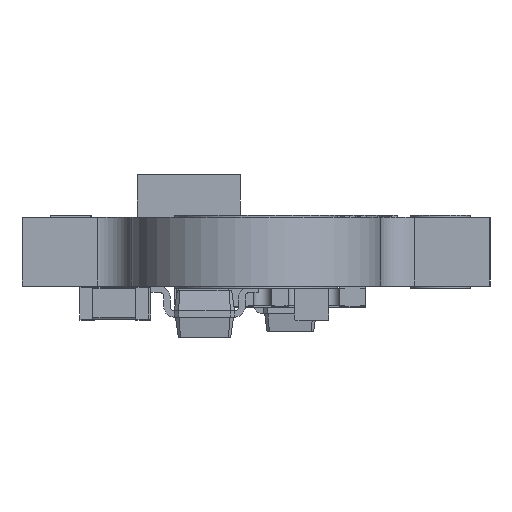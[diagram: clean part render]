
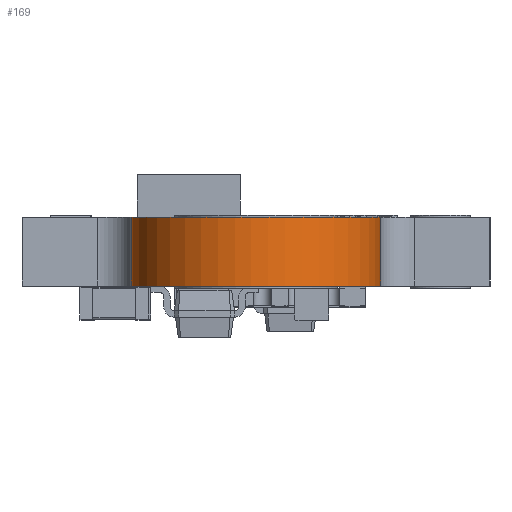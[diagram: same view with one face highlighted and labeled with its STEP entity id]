
A CAD part, left-side view. The second image highlights one B-rep face of the part: STEP entity #169.
In plain terms, the highlighted free-form (B-spline) face has degree [2, 1] with [5, 2] control points.
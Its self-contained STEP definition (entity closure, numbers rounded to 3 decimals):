
#145 = EDGE_CURVE('',#146,#148,#150,.T.);
#146 = VERTEX_POINT('',#147);
#147 = CARTESIAN_POINT('',(-13.317,3.981,0.));
#148 = VERTEX_POINT('',#149);
#149 = CARTESIAN_POINT('',(-13.317,3.981,
    -2.197));
#150 = B_SPLINE_CURVE_WITH_KNOTS('',1,(#151,#152),.UNSPECIFIED.,.F.,.F.,
  (2,2),(-0.,1.6),.PIECEWISE_BEZIER_KNOTS.);
#151 = CARTESIAN_POINT('',(-13.317,3.981,0.));
#152 = CARTESIAN_POINT('',(-13.317,3.981,
    -2.197));
#169 = ADVANCED_FACE('',(#170),#198,.T.);
#170 = FACE_BOUND('',#171,.T.);
#171 = EDGE_LOOP('',(#172,#173,#183,#190));
#172 = ORIENTED_EDGE('',*,*,#145,.T.);
#173 = ORIENTED_EDGE('',*,*,#174,.T.);
#174 = EDGE_CURVE('',#148,#175,#177,.T.);
#175 = VERTEX_POINT('',#176);
#176 = CARTESIAN_POINT('',(-13.317,-3.981,
    -2.197));
#177 = ( BOUNDED_CURVE() B_SPLINE_CURVE(2,(#178,#179,#180,#181,#182),
.UNSPECIFIED.,.F.,.F.) B_SPLINE_CURVE_WITH_KNOTS((3,2,3),(1.571
,3.142,4.712),.PIECEWISE_BEZIER_KNOTS.) CURVE() 
GEOMETRIC_REPRESENTATION_ITEM() RATIONAL_B_SPLINE_CURVE((1.,
0.707,1.,0.707,1.)) REPRESENTATION_ITEM('') );
#178 = CARTESIAN_POINT('',(-13.317,3.981,
    -2.197));
#179 = CARTESIAN_POINT('',(-17.298,3.981,
    -2.197));
#180 = CARTESIAN_POINT('',(-17.298,0.,
    -2.197));
#181 = CARTESIAN_POINT('',(-17.298,-3.981,
    -2.197));
#182 = CARTESIAN_POINT('',(-13.317,-3.981,
    -2.197));
#183 = ORIENTED_EDGE('',*,*,#184,.F.);
#184 = EDGE_CURVE('',#185,#175,#187,.T.);
#185 = VERTEX_POINT('',#186);
#186 = CARTESIAN_POINT('',(-13.317,-3.981,0.));
#187 = B_SPLINE_CURVE_WITH_KNOTS('',1,(#188,#189),.UNSPECIFIED.,.F.,.F.,
  (2,2),(-0.,1.6),.PIECEWISE_BEZIER_KNOTS.);
#188 = CARTESIAN_POINT('',(-13.317,-3.981,0.));
#189 = CARTESIAN_POINT('',(-13.317,-3.981,
    -2.197));
#190 = ORIENTED_EDGE('',*,*,#191,.F.);
#191 = EDGE_CURVE('',#146,#185,#192,.T.);
#192 = ( BOUNDED_CURVE() B_SPLINE_CURVE(2,(#193,#194,#195,#196,#197),
.UNSPECIFIED.,.F.,.F.) B_SPLINE_CURVE_WITH_KNOTS((3,2,3),(1.571
,3.142,4.712),.PIECEWISE_BEZIER_KNOTS.) CURVE() 
GEOMETRIC_REPRESENTATION_ITEM() RATIONAL_B_SPLINE_CURVE((1.,
0.707,1.,0.707,1.)) REPRESENTATION_ITEM('') );
#193 = CARTESIAN_POINT('',(-13.317,3.981,0.));
#194 = CARTESIAN_POINT('',(-17.298,3.981,0.));
#195 = CARTESIAN_POINT('',(-17.298,0.,0.));
#196 = CARTESIAN_POINT('',(-17.298,-3.981,0.));
#197 = CARTESIAN_POINT('',(-13.317,-3.981,0.));
#198 = ( BOUNDED_SURFACE() B_SPLINE_SURFACE(2,1,(
    (#199,#200)
    ,(#201,#202)
    ,(#203,#204)
    ,(#205,#206)
,(#207,#208
    )),.UNSPECIFIED.,.F.,.F.,.F.) B_SPLINE_SURFACE_WITH_KNOTS((3,2,3),(2
    ,2),(1.571,3.142,4.712),(-1.6,0.),
.PIECEWISE_BEZIER_KNOTS.) GEOMETRIC_REPRESENTATION_ITEM() 
RATIONAL_B_SPLINE_SURFACE((
    (1.,1.)
    ,(0.707,0.707)
    ,(1.,1.)
    ,(0.707,0.707)
,(1.,1.))) REPRESENTATION_ITEM('') SURFACE() );
#199 = CARTESIAN_POINT('',(-13.317,3.981,
    -2.197));
#200 = CARTESIAN_POINT('',(-13.317,3.981,0.));
#201 = CARTESIAN_POINT('',(-17.298,3.981,
    -2.197));
#202 = CARTESIAN_POINT('',(-17.298,3.981,0.));
#203 = CARTESIAN_POINT('',(-17.298,0.,
    -2.197));
#204 = CARTESIAN_POINT('',(-17.298,0.,0.));
#205 = CARTESIAN_POINT('',(-17.298,-3.981,
    -2.197));
#206 = CARTESIAN_POINT('',(-17.298,-3.981,0.));
#207 = CARTESIAN_POINT('',(-13.317,-3.981,
    -2.197));
#208 = CARTESIAN_POINT('',(-13.317,-3.981,0.));
